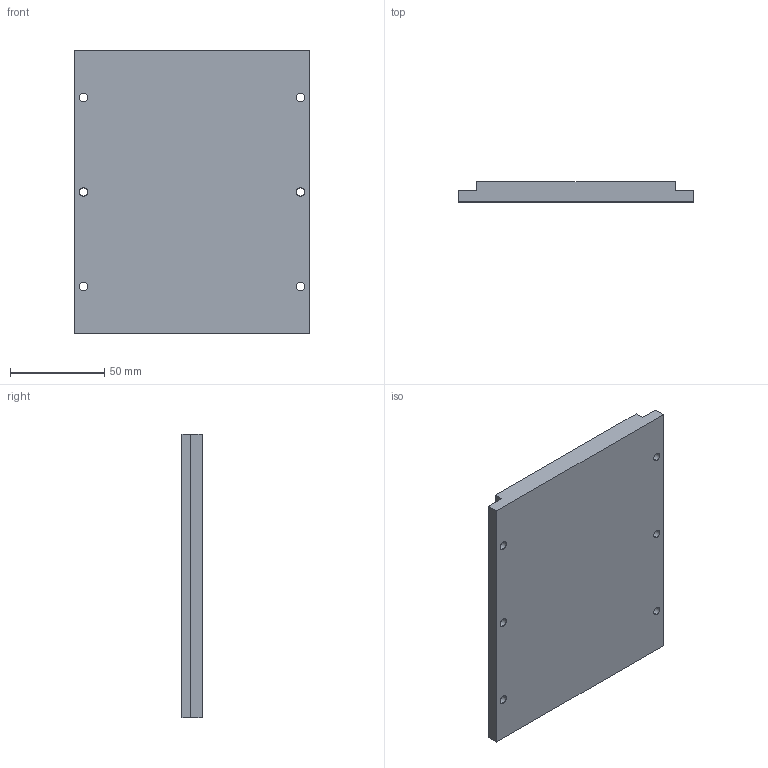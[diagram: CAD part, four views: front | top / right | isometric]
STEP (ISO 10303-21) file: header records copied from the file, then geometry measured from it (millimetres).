
FILE_DESCRIPTION (( 'STEP AP203' ), '1' );
FILE_NAME ('ZW3-H105-150MNS.STEP', '2021-08-24T11:24:36', ( '' ), ( '' ), 'SwSTEP 2.0', 'SolidWorks 2020', '' );
FILE_SCHEMA (( 'CONFIG_CONTROL_DESIGN' ));
Length unit declared in the file: millimetre
Products named in the file (1): ZW3-H105-150MNS
Bounding box: 125 x 10.7 x 150 mm (x, y, z)
Volume: 185719 mm3; surface area: 43683.8 mm2
Topology: 1 solids, 1 shells, 40 faces, 96 edges, 64 vertices
Faces by surface type: cylinder 24, plane 16
Entity records: 1289 total; most frequent: DIRECTION 226, CARTESIAN_POINT 201, ORIENTED_EDGE 192, EDGE_CURVE 96, AXIS2_PLACEMENT_3D 89, VERTEX_POINT 64, EDGE_LOOP 58, CIRCLE 48
